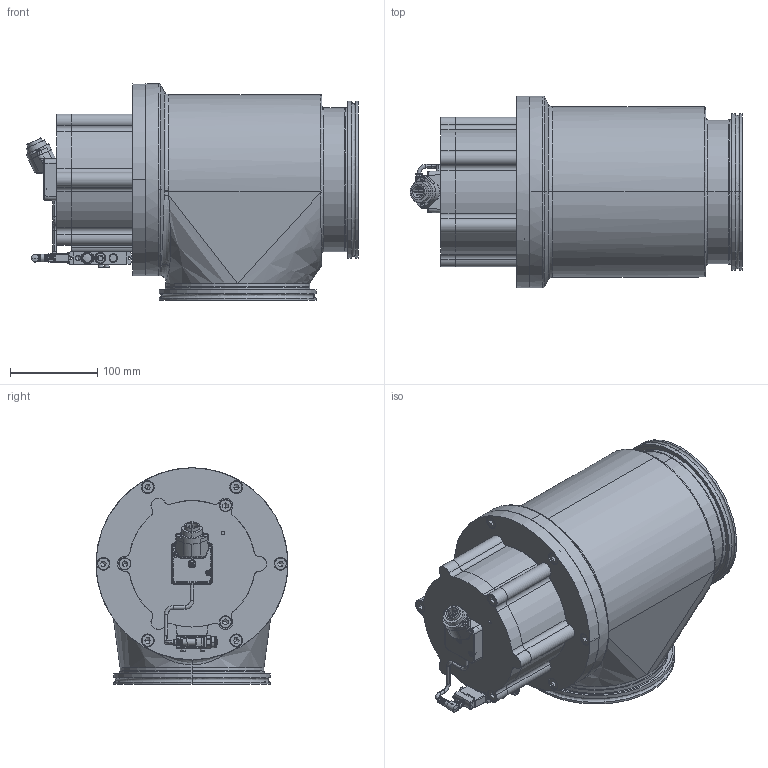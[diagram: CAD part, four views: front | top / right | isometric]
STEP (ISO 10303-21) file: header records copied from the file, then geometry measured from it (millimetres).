
FILE_DESCRIPTION (( 'STEP AP214' ), '1' );
FILE_NAME ('310VEP160-02.step', '2017-07-10T09:54:57', ( 'install' ), ( '' ), 'SwSTEP 2.0', 'SolidWorks 2015', '' );
FILE_SCHEMA (( 'AUTOMOTIVE_DESIGN' ));
Length unit declared in the file: millimetre
Products named in the file (1): 310VEP160-02
Bounding box: 380.54 x 220 x 248 mm (x, y, z)
Volume: 2853505.2 mm3; surface area: 665170.7 mm2
Topology: 53 solids, 60 shells, 2917 faces, 7136 edges, 4386 vertices
Faces by surface type: cylinder 1076, plane 1016, bspline 530, cone 286, torus 9
Entity records: 136138 total; most frequent: CARTESIAN_POINT 50010, ORIENTED_EDGE 14082, DIRECTION 12823, EDGE_CURVE 7041, AXIS2_PLACEMENT_3D 4836, VERTEX_POINT 4386, EDGE_LOOP 3181, LINE 3151
